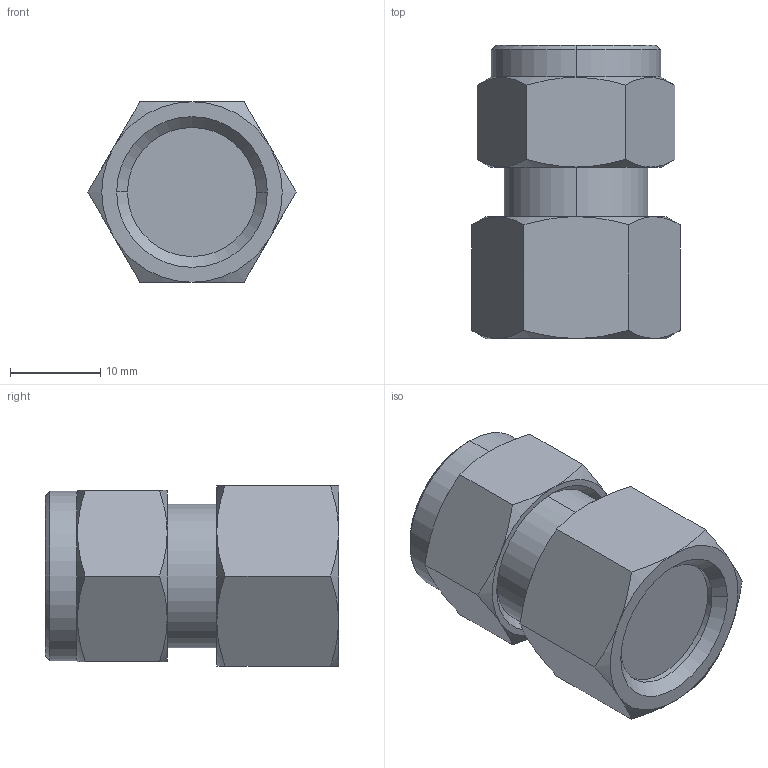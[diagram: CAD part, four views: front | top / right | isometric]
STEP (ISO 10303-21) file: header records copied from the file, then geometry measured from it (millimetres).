
FILE_DESCRIPTION (( 'STEP AP214' ), '1' );
FILE_NAME ('1050000009.step', '2013-02-25T17:17:24', ( '' ), ( '' ), 'SwSTEP 2.0', 'SolidWorks 2012', '' );
FILE_SCHEMA (( 'AUTOMOTIVE_DESIGN' ));
Length unit declared in the file: millimetre
Products named in the file (1): 1050000009
Bounding box: 23.09 x 32.5 x 20 mm (x, y, z)
Volume: 9311.6 mm3; surface area: 3093.3 mm2
Topology: 1 solids, 1 shells, 57 faces, 124 edges, 71 vertices
Faces by surface type: cone 32, plane 17, cylinder 8
Entity records: 1742 total; most frequent: CARTESIAN_POINT 535, ORIENTED_EDGE 244, DIRECTION 238, EDGE_CURVE 122, AXIS2_PLACEMENT_3D 102, VERTEX_POINT 71, EDGE_LOOP 61, ADVANCED_FACE 57
